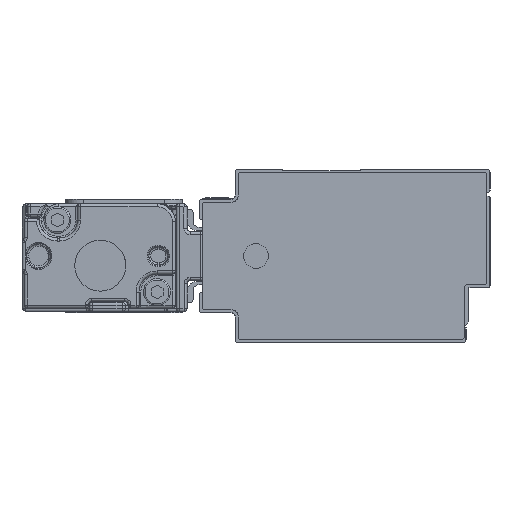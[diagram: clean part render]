
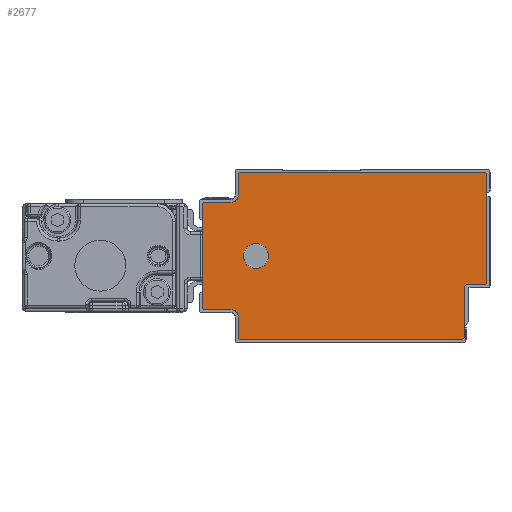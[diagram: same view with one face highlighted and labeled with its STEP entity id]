
A CAD part, left-side view. The second image highlights one B-rep face of the part: STEP entity #2677.
In plain terms, the highlighted planar face has unit normal (-1, 0, 0).
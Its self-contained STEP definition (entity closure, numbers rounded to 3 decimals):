
#1343=AXIS2_PLACEMENT_3D('Circle Axis2P3D',#1341,#1342,$) ;
#1381=AXIS2_PLACEMENT_3D('Circle Axis2P3D',#1379,#1380,$) ;
#1419=AXIS2_PLACEMENT_3D('Circle Axis2P3D',#1417,#1418,$) ;
#1457=AXIS2_PLACEMENT_3D('Circle Axis2P3D',#1455,#1456,$) ;
#2547=AXIS2_PLACEMENT_3D('Circle Axis2P3D',#2545,#2546,$) ;
#2567=AXIS2_PLACEMENT_3D('Plane Axis2P3D',#2564,#2565,#2566) ;
#2571=AXIS2_PLACEMENT_3D('Circle Axis2P3D',#2569,#2570,$) ;
#2585=AXIS2_PLACEMENT_3D('Circle Axis2P3D',#2583,#2584,$) ;
#2599=AXIS2_PLACEMENT_3D('Circle Axis2P3D',#2597,#2598,$) ;
#2613=AXIS2_PLACEMENT_3D('Circle Axis2P3D',#2611,#2612,$) ;
#2627=AXIS2_PLACEMENT_3D('Circle Axis2P3D',#2625,#2626,$) ;
#2661=AXIS2_PLACEMENT_3D('Circle Axis2P3D',#2659,#2660,$) ;
#2670=AXIS2_PLACEMENT_3D('Circle Axis2P3D',#2668,#2669,$) ;
#1299=CARTESIAN_POINT('Line Origine',(-375.5,-3.5,19.1)) ;
#1303=CARTESIAN_POINT('Vertex',(-375.5,-3.5,28.)) ;
#1305=CARTESIAN_POINT('Vertex',(-375.5,-3.5,10.2)) ;
#1341=CARTESIAN_POINT('Axis2P3D Location',(-375.5,-3.,28.)) ;
#1345=CARTESIAN_POINT('Vertex',(-375.5,-3.,28.5)) ;
#1360=CARTESIAN_POINT('Line Origine',(-375.5,17.25,28.5)) ;
#1364=CARTESIAN_POINT('Vertex',(-375.5,37.5,28.5)) ;
#1379=CARTESIAN_POINT('Axis2P3D Location',(-375.5,37.5,28.)) ;
#1383=CARTESIAN_POINT('Vertex',(-375.5,38.,28.)) ;
#1398=CARTESIAN_POINT('Line Origine',(-375.5,38.,26.25)) ;
#1402=CARTESIAN_POINT('Vertex',(-375.5,38.,24.5)) ;
#1417=CARTESIAN_POINT('Axis2P3D Location',(-375.5,39.,24.5)) ;
#1421=CARTESIAN_POINT('Vertex',(-375.5,39.,23.5)) ;
#1436=CARTESIAN_POINT('Line Origine',(-375.5,41.25,23.5)) ;
#1440=CARTESIAN_POINT('Vertex',(-375.5,43.5,23.5)) ;
#1455=CARTESIAN_POINT('Axis2P3D Location',(-375.5,43.5,23.)) ;
#1459=CARTESIAN_POINT('Vertex',(-375.5,44.,23.)) ;
#1474=CARTESIAN_POINT('Line Origine',(-375.5,44.,14.5)) ;
#1478=CARTESIAN_POINT('Vertex',(-375.5,44.,6.)) ;
#2545=CARTESIAN_POINT('Axis2P3D Location',(-375.5,-3.,10.2)) ;
#2549=CARTESIAN_POINT('Vertex',(-375.5,-3.,9.7)) ;
#2564=CARTESIAN_POINT('Axis2P3D Location',(-375.5,0.,0.)) ;
#2569=CARTESIAN_POINT('Axis2P3D Location',(-375.5,43.5,6.)) ;
#2573=CARTESIAN_POINT('Vertex',(-375.5,43.5,5.5)) ;
#2576=CARTESIAN_POINT('Line Origine',(-375.5,41.25,5.5)) ;
#2580=CARTESIAN_POINT('Vertex',(-375.5,39.,5.5)) ;
#2583=CARTESIAN_POINT('Axis2P3D Location',(-375.5,39.,4.5)) ;
#2587=CARTESIAN_POINT('Vertex',(-375.5,38.,4.5)) ;
#2590=CARTESIAN_POINT('Line Origine',(-375.5,38.,2.75)) ;
#2594=CARTESIAN_POINT('Vertex',(-375.5,38.,1.)) ;
#2597=CARTESIAN_POINT('Axis2P3D Location',(-375.5,37.5,1.)) ;
#2601=CARTESIAN_POINT('Vertex',(-375.5,37.5,0.5)) ;
#2604=CARTESIAN_POINT('Line Origine',(-375.5,19.15,0.5)) ;
#2608=CARTESIAN_POINT('Vertex',(-375.5,0.8,0.5)) ;
#2611=CARTESIAN_POINT('Axis2P3D Location',(-375.5,0.8,1.)) ;
#2615=CARTESIAN_POINT('Vertex',(-375.5,0.3,1.)) ;
#2618=CARTESIAN_POINT('Line Origine',(-375.5,0.3,5.1)) ;
#2622=CARTESIAN_POINT('Vertex',(-375.5,0.3,9.2)) ;
#2625=CARTESIAN_POINT('Axis2P3D Location',(-375.5,-0.2,9.2)) ;
#2629=CARTESIAN_POINT('Vertex',(-375.5,-0.2,9.7)) ;
#2632=CARTESIAN_POINT('Line Origine',(-375.5,-1.6,9.7)) ;
#2659=CARTESIAN_POINT('Axis2P3D Location',(-375.5,35.,14.5)) ;
#2663=CARTESIAN_POINT('Vertex',(-375.5,33.186,13.509)) ;
#2665=CARTESIAN_POINT('Vertex',(-375.5,36.814,15.491)) ;
#2668=CARTESIAN_POINT('Axis2P3D Location',(-375.5,35.,14.5)) ;
#1300=DIRECTION('Vector Direction',(0.,0.,-1.)) ;
#1342=DIRECTION('Axis2P3D Direction',(1.,0.,0.)) ;
#1361=DIRECTION('Vector Direction',(0.,1.,0.)) ;
#1380=DIRECTION('Axis2P3D Direction',(1.,0.,0.)) ;
#1399=DIRECTION('Vector Direction',(0.,0.,1.)) ;
#1418=DIRECTION('Axis2P3D Direction',(1.,0.,0.)) ;
#1437=DIRECTION('Vector Direction',(0.,1.,0.)) ;
#1456=DIRECTION('Axis2P3D Direction',(1.,0.,0.)) ;
#1475=DIRECTION('Vector Direction',(0.,0.,1.)) ;
#2546=DIRECTION('Axis2P3D Direction',(1.,0.,0.)) ;
#2565=DIRECTION('Axis2P3D Direction',(1.,0.,0.)) ;
#2566=DIRECTION('Axis2P3D XDirection',(0.,1.,0.)) ;
#2570=DIRECTION('Axis2P3D Direction',(1.,0.,0.)) ;
#2577=DIRECTION('Vector Direction',(0.,-1.,0.)) ;
#2584=DIRECTION('Axis2P3D Direction',(1.,0.,0.)) ;
#2591=DIRECTION('Vector Direction',(0.,0.,1.)) ;
#2598=DIRECTION('Axis2P3D Direction',(1.,0.,0.)) ;
#2605=DIRECTION('Vector Direction',(0.,-1.,0.)) ;
#2612=DIRECTION('Axis2P3D Direction',(1.,0.,0.)) ;
#2619=DIRECTION('Vector Direction',(0.,0.,-1.)) ;
#2626=DIRECTION('Axis2P3D Direction',(1.,0.,0.)) ;
#2633=DIRECTION('Vector Direction',(0.,1.,0.)) ;
#2660=DIRECTION('Axis2P3D Direction',(1.,0.,0.)) ;
#2669=DIRECTION('Axis2P3D Direction',(1.,0.,0.)) ;
#1301=VECTOR('Line Direction',#1300,1.) ;
#1362=VECTOR('Line Direction',#1361,1.) ;
#1400=VECTOR('Line Direction',#1399,1.) ;
#1438=VECTOR('Line Direction',#1437,1.) ;
#1476=VECTOR('Line Direction',#1475,1.) ;
#2578=VECTOR('Line Direction',#2577,1.) ;
#2592=VECTOR('Line Direction',#2591,1.) ;
#2606=VECTOR('Line Direction',#2605,1.) ;
#2620=VECTOR('Line Direction',#2619,1.) ;
#2634=VECTOR('Line Direction',#2633,1.) ;
#2638=ORIENTED_EDGE('',*,*,#1366,.F.) ;
#2639=ORIENTED_EDGE('',*,*,#1385,.F.) ;
#2640=ORIENTED_EDGE('',*,*,#1404,.F.) ;
#2641=ORIENTED_EDGE('',*,*,#1423,.F.) ;
#2642=ORIENTED_EDGE('',*,*,#1442,.F.) ;
#2643=ORIENTED_EDGE('',*,*,#1461,.F.) ;
#2644=ORIENTED_EDGE('',*,*,#1480,.F.) ;
#2645=ORIENTED_EDGE('',*,*,#2575,.F.) ;
#2646=ORIENTED_EDGE('',*,*,#2582,.F.) ;
#2647=ORIENTED_EDGE('',*,*,#2589,.F.) ;
#2648=ORIENTED_EDGE('',*,*,#2596,.F.) ;
#2649=ORIENTED_EDGE('',*,*,#2603,.F.) ;
#2650=ORIENTED_EDGE('',*,*,#2610,.F.) ;
#2651=ORIENTED_EDGE('',*,*,#2617,.F.) ;
#2652=ORIENTED_EDGE('',*,*,#2624,.F.) ;
#2653=ORIENTED_EDGE('',*,*,#2631,.F.) ;
#2654=ORIENTED_EDGE('',*,*,#2636,.F.) ;
#2655=ORIENTED_EDGE('',*,*,#2551,.F.) ;
#2656=ORIENTED_EDGE('',*,*,#1307,.F.) ;
#2657=ORIENTED_EDGE('',*,*,#1347,.F.) ;
#2674=ORIENTED_EDGE('',*,*,#2667,.T.) ;
#2675=ORIENTED_EDGE('',*,*,#2672,.T.) ;
#2676=FACE_BOUND('',#2673,.T.) ;
#2677=ADVANCED_FACE('\X2\FF8EFF9EFF83FF9EFF68FF70\X0\.2',(#2658,#2676),#2568,.F.) ;
#1344=CIRCLE('generated circle',#1343,0.5) ;
#1382=CIRCLE('generated circle',#1381,0.5) ;
#1420=CIRCLE('generated circle',#1419,1.) ;
#1458=CIRCLE('generated circle',#1457,0.5) ;
#2548=CIRCLE('generated circle',#2547,0.5) ;
#2572=CIRCLE('generated circle',#2571,0.5) ;
#2586=CIRCLE('generated circle',#2585,1.) ;
#2600=CIRCLE('generated circle',#2599,0.5) ;
#2614=CIRCLE('generated circle',#2613,0.5) ;
#2628=CIRCLE('generated circle',#2627,0.5) ;
#2662=CIRCLE('generated circle',#2661,2.067) ;
#2671=CIRCLE('generated circle',#2670,2.067) ;
#1307=EDGE_CURVE('',#1304,#1306,#1302,.T.) ;
#1347=EDGE_CURVE('',#1346,#1304,#1344,.T.) ;
#1366=EDGE_CURVE('',#1365,#1346,#1363,.F.) ;
#1385=EDGE_CURVE('',#1384,#1365,#1382,.T.) ;
#1404=EDGE_CURVE('',#1403,#1384,#1401,.T.) ;
#1423=EDGE_CURVE('',#1422,#1403,#1420,.F.) ;
#1442=EDGE_CURVE('',#1441,#1422,#1439,.F.) ;
#1461=EDGE_CURVE('',#1460,#1441,#1458,.T.) ;
#1480=EDGE_CURVE('',#1479,#1460,#1477,.T.) ;
#2551=EDGE_CURVE('',#1306,#2550,#2548,.T.) ;
#2575=EDGE_CURVE('',#2574,#1479,#2572,.T.) ;
#2582=EDGE_CURVE('',#2581,#2574,#2579,.F.) ;
#2589=EDGE_CURVE('',#2588,#2581,#2586,.F.) ;
#2596=EDGE_CURVE('',#2595,#2588,#2593,.T.) ;
#2603=EDGE_CURVE('',#2602,#2595,#2600,.T.) ;
#2610=EDGE_CURVE('',#2609,#2602,#2607,.F.) ;
#2617=EDGE_CURVE('',#2616,#2609,#2614,.T.) ;
#2624=EDGE_CURVE('',#2623,#2616,#2621,.T.) ;
#2631=EDGE_CURVE('',#2630,#2623,#2628,.F.) ;
#2636=EDGE_CURVE('',#2550,#2630,#2635,.T.) ;
#2667=EDGE_CURVE('',#2664,#2666,#2662,.T.) ;
#2672=EDGE_CURVE('',#2666,#2664,#2671,.T.) ;
#2637=EDGE_LOOP('',(#2638,#2639,#2640,#2641,#2642,#2643,#2644,#2645,#2646,#2647,#2648,#2649,#2650,#2651,#2652,#2653,#2654,#2655,#2656,#2657)) ;
#2673=EDGE_LOOP('',(#2674,#2675)) ;
#2658=FACE_OUTER_BOUND('',#2637,.T.) ;
#1302=LINE('Line',#1299,#1301) ;
#1363=LINE('Line',#1360,#1362) ;
#1401=LINE('Line',#1398,#1400) ;
#1439=LINE('Line',#1436,#1438) ;
#1477=LINE('Line',#1474,#1476) ;
#2579=LINE('Line',#2576,#2578) ;
#2593=LINE('Line',#2590,#2592) ;
#2607=LINE('Line',#2604,#2606) ;
#2621=LINE('Line',#2618,#2620) ;
#2635=LINE('Line',#2632,#2634) ;
#2568=PLANE('Plane',#2567) ;
#1304=VERTEX_POINT('',#1303) ;
#1306=VERTEX_POINT('',#1305) ;
#1346=VERTEX_POINT('',#1345) ;
#1365=VERTEX_POINT('',#1364) ;
#1384=VERTEX_POINT('',#1383) ;
#1403=VERTEX_POINT('',#1402) ;
#1422=VERTEX_POINT('',#1421) ;
#1441=VERTEX_POINT('',#1440) ;
#1460=VERTEX_POINT('',#1459) ;
#1479=VERTEX_POINT('',#1478) ;
#2550=VERTEX_POINT('',#2549) ;
#2574=VERTEX_POINT('',#2573) ;
#2581=VERTEX_POINT('',#2580) ;
#2588=VERTEX_POINT('',#2587) ;
#2595=VERTEX_POINT('',#2594) ;
#2602=VERTEX_POINT('',#2601) ;
#2609=VERTEX_POINT('',#2608) ;
#2616=VERTEX_POINT('',#2615) ;
#2623=VERTEX_POINT('',#2622) ;
#2630=VERTEX_POINT('',#2629) ;
#2664=VERTEX_POINT('',#2663) ;
#2666=VERTEX_POINT('',#2665) ;
